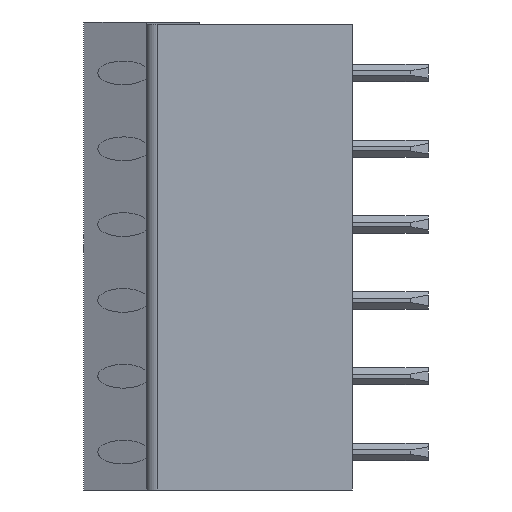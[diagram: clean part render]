
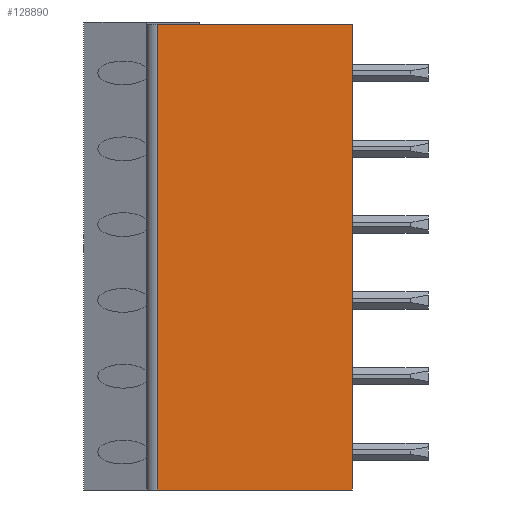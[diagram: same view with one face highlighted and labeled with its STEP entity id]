
A CAD part, left-side view. The second image highlights one B-rep face of the part: STEP entity #128890.
In plain terms, the highlighted face is planar.
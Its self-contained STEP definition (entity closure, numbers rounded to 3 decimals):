
#24560=CARTESIAN_POINT('',(20.901,45.213,
1.9));
#24570=VERTEX_POINT('',#24560);
#24600=CARTESIAN_POINT('',(31.861,50.323,
1.9));
#24610=DIRECTION('',(0.906,0.423,
0.));
#24620=VECTOR('',#24610,1.);
#24630=LINE('',#24600,#24620);
#24640=CARTESIAN_POINT('',(29.057,49.016,
1.9));
#24650=VERTEX_POINT('',#24640);
#24660=EDGE_CURVE('',#24570,#24650,#24630,.T.);
#111350=CARTESIAN_POINT('',(29.057,49.016,
-19.6));
#111360=VERTEX_POINT('',#111350);
#111390=CARTESIAN_POINT('',(31.861,50.323,-19.6)
);
#111400=DIRECTION('',(0.906,0.423,0.));
#111410=VECTOR('',#111400,1.);
#111420=LINE('',#111390,#111410);
#111430=CARTESIAN_POINT('',(20.901,45.213,
-19.6));
#111440=VERTEX_POINT('',#111430);
#111450=EDGE_CURVE('',#111440,#111360,#111420,.T.);
#128680=CARTESIAN_POINT('',(24.772,47.018,
-9.1));
#128690=DIRECTION('',(-0.423,0.906,
0.));
#128700=DIRECTION('',(0.906,0.423,
0.));
#128710=AXIS2_PLACEMENT_3D('',#128680,#128690,#128700);
#128720=PLANE('',#128710);
#128730=ORIENTED_EDGE('',*,*,#24660,.T.);
#128740=CARTESIAN_POINT('',(20.901,45.213,-15.5));
#128750=DIRECTION('',(0.,0.,1.));
#128760=VECTOR('',#128750,1.);
#128770=LINE('',#128740,#128760);
#128780=EDGE_CURVE('',#111440,#24570,#128770,.T.);
#128790=ORIENTED_EDGE('',*,*,#128780,.T.);
#128800=ORIENTED_EDGE('',*,*,#111450,.F.);
#128810=CARTESIAN_POINT('',(29.057,49.016,
-19.6));
#128820=DIRECTION('',(0.,0.,-1.));
#128830=VECTOR('',#128820,1.);
#128840=LINE('',#128810,#128830);
#128850=EDGE_CURVE('',#24650,#111360,#128840,.T.);
#128860=ORIENTED_EDGE('',*,*,#128850,.T.);
#128870=EDGE_LOOP('',(#128860,#128800,#128790,#128730));
#128880=FACE_OUTER_BOUND('',#128870,.T.);
#128890=ADVANCED_FACE('',(#128880),#128720,.T.);
